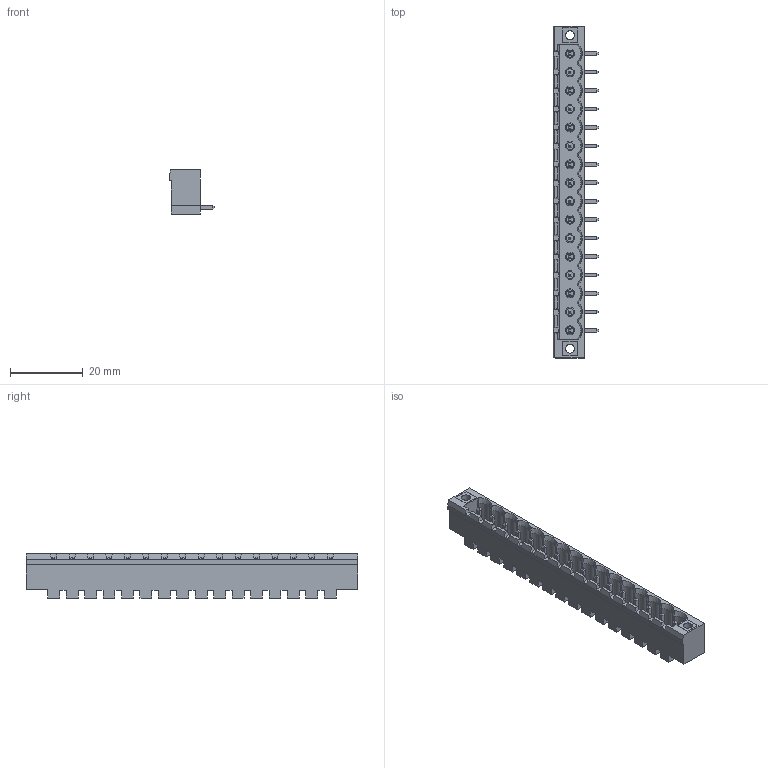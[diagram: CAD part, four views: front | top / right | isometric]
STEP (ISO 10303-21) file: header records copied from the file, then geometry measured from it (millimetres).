
FILE_DESCRIPTION( ( 'STEP AP214' ), '1' );
FILE_NAME( 'PV16-5,08-H-K.stp', ' ', ( ' ' ), ( ' ' ), 'PSStep 14.0', 'VISI 19.0', ' ' );
FILE_SCHEMA( ( 'AUTOMOTIVE_DESIGN { 1 0 10303 214 1 1 1 1 }' ) );
Length unit declared in the file: millimetre
Products named in the file (1): 1
Bounding box: 12.5 x 91.44 x 12.2 mm (x, y, z)
Volume: 4259.8 mm3; surface area: 7200.1 mm2
Topology: 1 solids, 1 shells, 655 faces, 1675 edges, 1058 vertices
Faces by surface type: plane 587, cylinder 36, cone 32
Full cylindrical faces by diameter (mm): 2.5 x2, 4 x2
Entity records: 24334 total; most frequent: CARTESIAN_POINT 3433, ORIENTED_EDGE 3278, DIRECTION 3039, EDGE_CURVE 1639, LINE 1487, VECTOR 1487, VERTEX_POINT 1042, AXIS2_PLACEMENT_3D 776
